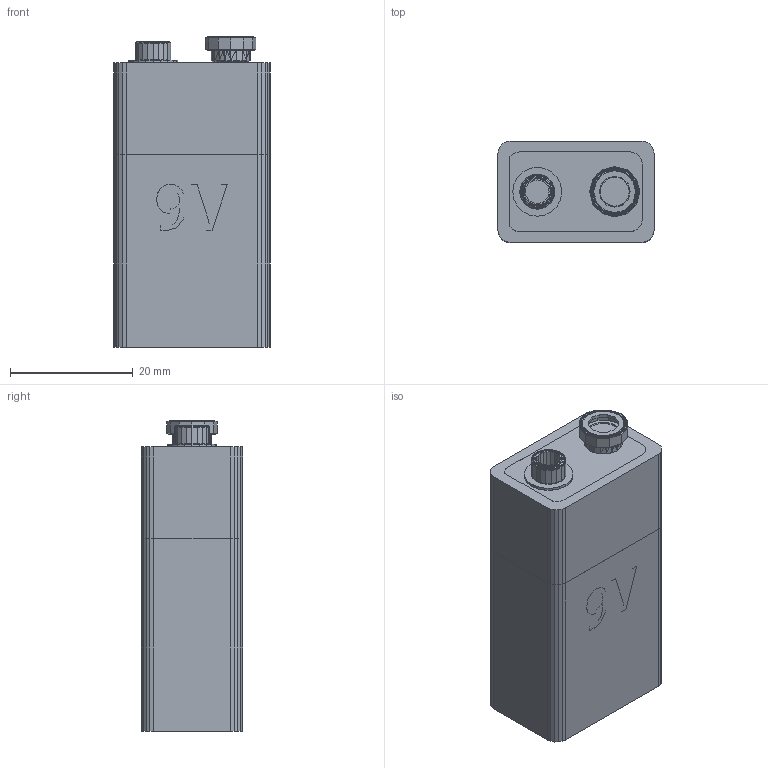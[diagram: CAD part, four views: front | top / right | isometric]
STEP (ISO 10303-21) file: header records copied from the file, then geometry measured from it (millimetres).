
FILE_DESCRIPTION(('FreeCAD Model'),'2;1');
FILE_NAME('Open CASCADE Shape Model','2021-08-23T11:10:03',('Author'),( ''),'Open CASCADE STEP processor 7.4','FreeCAD','Unknown');
FILE_SCHEMA(('AUTOMOTIVE_DESIGN { 1 0 10303 214 1 1 1 1 }'));
Length unit declared in the file: millimetre
Products named in the file (6): _V_Battery; _V_Battery001001.4; _V_Battery001001.0; _V_Battery001001.1; _V_Battery001001.2; _V_Battery001001.3
Assembly tree (5 placements, depth 2):
  _V_Battery
    _V_Battery001001.4
    _V_Battery001001.0
    _V_Battery001001.1
    _V_Battery001001.2
    _V_Battery001001.3
Bounding box: 25.5 x 16.5 x 50.65 mm (x, y, z)
Surface area: 11603 mm2 (no closed solid volume)
Topology: 0 solids, 5 shells, 1487 faces, 2765 edges, 1294 vertices
Faces by surface type: plane 1487
Entity records: 70002 total; most frequent: DIRECTION 11281, CARTESIAN_POINT 11082, LINE 8295, VECTOR 8295, ORIENTED_EDGE 5530, PCURVE 5530, DEFINITIONAL_REPRESENTATION 5530, EDGE_CURVE 2765
